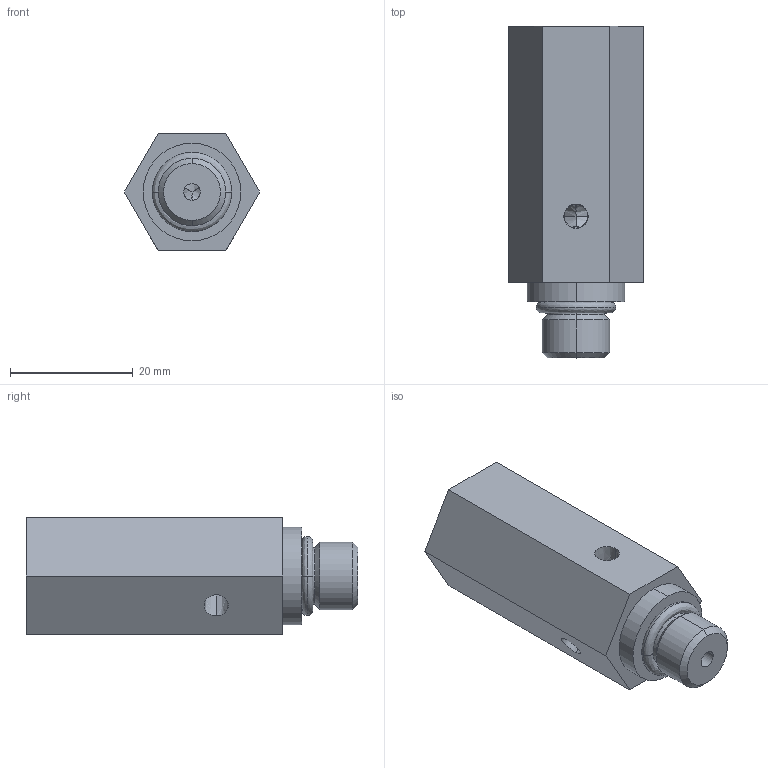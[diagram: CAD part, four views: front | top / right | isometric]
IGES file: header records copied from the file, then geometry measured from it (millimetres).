
Start section:  PTC IGES file: ilc70633672.igs
Global section: file name: ilc70633672.igs; native system: Creo Parametric by Parametric Technology Corporation; preprocessor: 2013320; author: bcd; organization: Unknown; date: 20180517.152323; units: inch
Bounding box: 22 x 53.98 x 19.05 mm (x, y, z)
Surface area: 4645.1 mm2 (no closed solid volume)
Topology: 0 solids, 0 shells, 38 faces, 248 edges, 299 vertices
Faces by surface type: revolution 26, bspline 12
